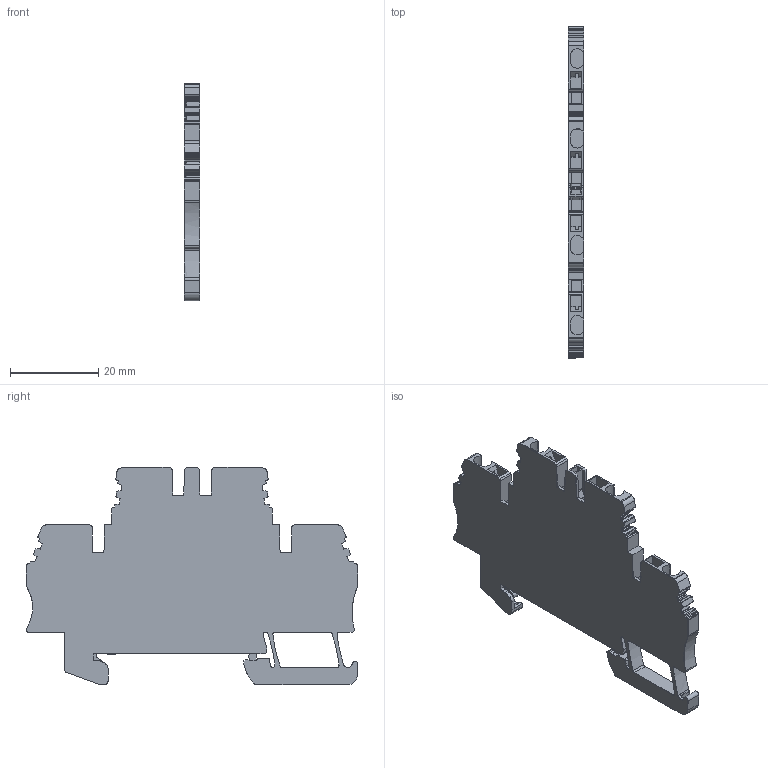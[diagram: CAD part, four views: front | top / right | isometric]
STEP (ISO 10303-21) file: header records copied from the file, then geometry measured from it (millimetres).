
FILE_DESCRIPTION(('CATIA V5 STEP Exchange','CAx-IF Rec.Pracs.--- Model Styling and Organization---1.4--- 2014-01-23'),'2;1');
FILE_NAME ('021752-4_0', '2021-05-17T08:45:48+00:00', ('none'), ('Weidmueller'), 'CATIA Version 5-6 Release 2016 SP3 HF44', 'CATIA V5 STEP AP214', 'none');
FILE_SCHEMA(('AUTOMOTIVE_DESIGN { 1 0 10303 214 1 1 1 1 }'));
Length unit declared in the file: millimetre
Products named in the file (1): 1791150000
Bounding box: 3.5 x 75.14 x 49.25 mm (x, y, z)
Volume: 8338.2 mm3; surface area: 13447.7 mm2
Topology: 3 solids, 4 shells, 880 faces, 2657 edges, 1789 vertices
Faces by surface type: plane 496, cylinder 383, extrusion 1
Entity records: 28132 total; most frequent: CARTESIAN_POINT 5563, ORIENTED_EDGE 5314, DIRECTION 3718, EDGE_CURVE 2657, VECTOR 1829, LINE 1828, VERTEX_POINT 1789, AXIS2_PLACEMENT_3D 1324
